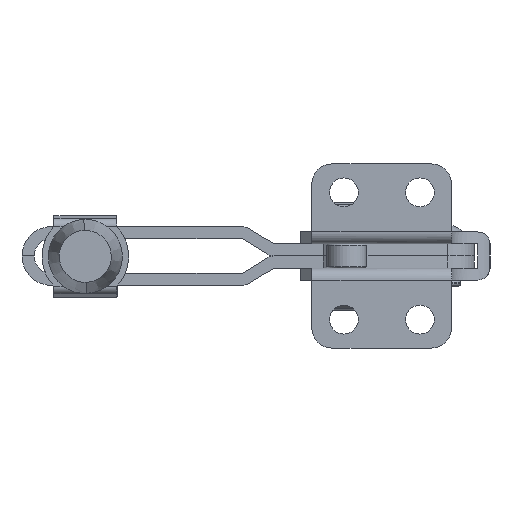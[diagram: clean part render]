
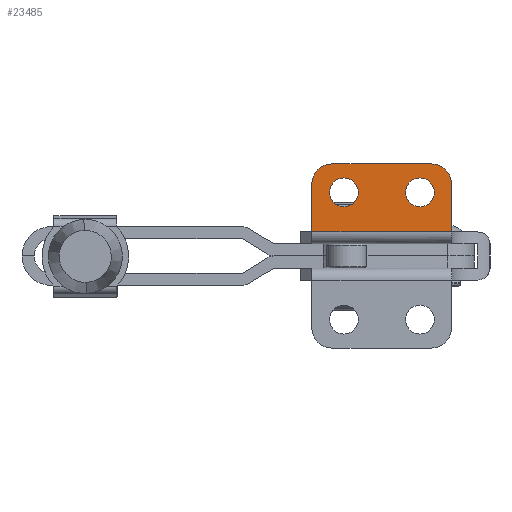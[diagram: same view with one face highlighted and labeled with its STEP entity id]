
A CAD part, front view. The second image highlights one B-rep face of the part: STEP entity #23485.
In plain terms, the highlighted planar face has unit normal (0, -1, 0).
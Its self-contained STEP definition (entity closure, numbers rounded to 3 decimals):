
#4087 = CIRCLE ( 'NONE', #4102, 5. ) ;
#4102 = AXIS2_PLACEMENT_3D ( 'NONE', #4104, #4103, #4347 ) ;
#4103 = DIRECTION ( 'NONE',  ( 0., -1., 0. ) ) ;
#4104 = CARTESIAN_POINT ( 'NONE',  ( -5., 0., 24. ) ) ;
#4181 = CARTESIAN_POINT ( 'NONE',  ( -30.5, 0., 21.9 ) ) ;
#4221 = DIRECTION ( 'NONE',  ( -1., 0., 0. ) ) ;
#4222 = DIRECTION ( 'NONE',  ( 0., 1., 0. ) ) ;
#4223 = AXIS2_PLACEMENT_3D ( 'NONE', #4225, #4222, #4221 ) ;
#4225 = CARTESIAN_POINT ( 'NONE',  ( -7.9, 0., 21.9 ) ) ;
#4226 = CARTESIAN_POINT ( 'NONE',  ( -4.3, 0., 21.9 ) ) ;
#4230 = CIRCLE ( 'NONE', #4223, 3.6 ) ;
#4249 = CARTESIAN_POINT ( 'NONE',  ( -23.3, 0., 21.9 ) ) ;
#4272 = CARTESIAN_POINT ( 'NONE',  ( -11.5, 0., 21.9 ) ) ;
#4347 = DIRECTION ( 'NONE',  ( -1., 0., 0. ) ) ;
#4830 = DIRECTION ( 'NONE',  ( -1., 0., 0. ) ) ;
#4835 = AXIS2_PLACEMENT_3D ( 'NONE', #4844, #4840, #4830 ) ;
#4840 = DIRECTION ( 'NONE',  ( 0., 1., 0. ) ) ;
#4844 = CARTESIAN_POINT ( 'NONE',  ( 0., 0., 12. ) ) ;
#5177 = DIRECTION ( 'NONE',  ( 0., 0., -1. ) ) ;
#5178 = VECTOR ( 'NONE', #5177, 1000. ) ;
#5179 = CARTESIAN_POINT ( 'NONE',  ( 0., 0., 12. ) ) ;
#5180 = LINE ( 'NONE', #5179, #5178 ) ;
#5226 = CARTESIAN_POINT ( 'NONE',  ( 0., 0., 12. ) ) ;
#5260 = CARTESIAN_POINT ( 'NONE',  ( 0., 0., 24. ) ) ;
#5344 = DIRECTION ( 'NONE',  ( 0., -1., 0. ) ) ;
#5345 = AXIS2_PLACEMENT_3D ( 'NONE', #5348, #5344, #5400 ) ;
#5347 = FACE_BOUND ( 'NONE', #23463, .T. ) ;
#5348 = CARTESIAN_POINT ( 'NONE',  ( -29.9, 0., 24. ) ) ;
#5349 = DIRECTION ( 'NONE',  ( 1., 0., 0. ) ) ;
#5350 = VECTOR ( 'NONE', #5349, 1000. ) ;
#5351 = CARTESIAN_POINT ( 'NONE',  ( -34.9, 0., 29. ) ) ;
#5352 = CARTESIAN_POINT ( 'NONE',  ( -34.9, 0., 24. ) ) ;
#5356 = LINE ( 'NONE', #5351, #5350 ) ;
#5357 = CIRCLE ( 'NONE', #5361, 3.6 ) ;
#5358 = CARTESIAN_POINT ( 'NONE',  ( -5., 0., 29. ) ) ;
#5361 = AXIS2_PLACEMENT_3D ( 'NONE', #5399, #5396, #5395 ) ;
#5362 = CARTESIAN_POINT ( 'NONE',  ( -29.9, 0., 29. ) ) ;
#5372 = CIRCLE ( 'NONE', #5345, 5. ) ;
#5377 = PLANE ( 'NONE',  #4835 ) ;
#5382 = DIRECTION ( 'NONE',  ( 1., 0., 0. ) ) ;
#5383 = VECTOR ( 'NONE', #5382, 1000. ) ;
#5384 = CARTESIAN_POINT ( 'NONE',  ( 0., 0., 12. ) ) ;
#5385 = FACE_OUTER_BOUND ( 'NONE', #23479, .T. ) ;
#5388 = DIRECTION ( 'NONE',  ( 0., 0., -1. ) ) ;
#5389 = VECTOR ( 'NONE', #5388, 1000. ) ;
#5390 = CARTESIAN_POINT ( 'NONE',  ( -34.9, 0., 12. ) ) ;
#5394 = LINE ( 'NONE', #5384, #5383 ) ;
#5395 = DIRECTION ( 'NONE',  ( -1., 0., 0. ) ) ;
#5396 = DIRECTION ( 'NONE',  ( 0., 1., 0. ) ) ;
#5397 = LINE ( 'NONE', #5390, #5389 ) ;
#5398 = FACE_BOUND ( 'NONE', #23466, .T. ) ;
#5399 = CARTESIAN_POINT ( 'NONE',  ( -7.9, 0., 21.9 ) ) ;
#5400 = DIRECTION ( 'NONE',  ( -1., 0., 0. ) ) ;
#5427 = CARTESIAN_POINT ( 'NONE',  ( -34.9, 0., 12. ) ) ;
#5474 = DIRECTION ( 'NONE',  ( -1., 0., 0. ) ) ;
#5475 = DIRECTION ( 'NONE',  ( 0., 1., 0. ) ) ;
#5476 = CARTESIAN_POINT ( 'NONE',  ( -26.9, 0., 21.9 ) ) ;
#5477 = AXIS2_PLACEMENT_3D ( 'NONE', #5476, #5475, #5474 ) ;
#5478 = CIRCLE ( 'NONE', #5477, 3.6 ) ;
#22420 = EDGE_CURVE ( 'NONE', #23055, #22975, #46664, .T. ) ;
#22975 = VERTEX_POINT ( 'NONE', #4181 ) ;
#23031 = EDGE_CURVE ( 'NONE', #23040, #23041, #4230, .T. ) ;
#23040 = VERTEX_POINT ( 'NONE', #4226 ) ;
#23041 = VERTEX_POINT ( 'NONE', #4272 ) ;
#23055 = VERTEX_POINT ( 'NONE', #4249 ) ;
#23341 = EDGE_CURVE ( 'NONE', #23410, #23411, #5180, .T. ) ;
#23410 = VERTEX_POINT ( 'NONE', #5260 ) ;
#23411 = VERTEX_POINT ( 'NONE', #5226 ) ;
#23455 = ORIENTED_EDGE ( 'NONE', *, *, #23476, .T. ) ;
#23456 = ORIENTED_EDGE ( 'NONE', *, *, #23460, .F. ) ;
#23457 = ORIENTED_EDGE ( 'NONE', *, *, #23487, .T. ) ;
#23459 = VERTEX_POINT ( 'NONE', #5358 ) ;
#23460 = EDGE_CURVE ( 'NONE', #23461, #23459, #5356, .T. ) ;
#23461 = VERTEX_POINT ( 'NONE', #5362 ) ;
#23463 = EDGE_LOOP ( 'NONE', ( #23480, #23467 ) ) ;
#23464 = EDGE_CURVE ( 'NONE', #23461, #23471, #5372, .T. ) ;
#23465 = EDGE_CURVE ( 'NONE', #23041, #23040, #5357, .T. ) ;
#23466 = EDGE_LOOP ( 'NONE', ( #23491, #23532 ) ) ;
#23467 = ORIENTED_EDGE ( 'NONE', *, *, #23031, .T. ) ;
#23468 = EDGE_CURVE ( 'NONE', #23471, #23496, #5397, .T. ) ;
#23471 = VERTEX_POINT ( 'NONE', #5352 ) ;
#23476 = EDGE_CURVE ( 'NONE', #23496, #23411, #5394, .T. ) ;
#23479 = EDGE_LOOP ( 'NONE', ( #23490, #23455, #23489, #23457, #23456, #23482 ) ) ;
#23480 = ORIENTED_EDGE ( 'NONE', *, *, #23465, .T. ) ;
#23482 = ORIENTED_EDGE ( 'NONE', *, *, #23464, .T. ) ;
#23485 = ADVANCED_FACE ( 'NONE', ( #5385, #5347, #5398 ), #5377, .F. ) ;
#23487 = EDGE_CURVE ( 'NONE', #23410, #23459, #4087, .T. ) ;
#23489 = ORIENTED_EDGE ( 'NONE', *, *, #23341, .F. ) ;
#23490 = ORIENTED_EDGE ( 'NONE', *, *, #23468, .T. ) ;
#23491 = ORIENTED_EDGE ( 'NONE', *, *, #23527, .T. ) ;
#23496 = VERTEX_POINT ( 'NONE', #5427 ) ;
#23527 = EDGE_CURVE ( 'NONE', #22975, #23055, #5478, .T. ) ;
#23532 = ORIENTED_EDGE ( 'NONE', *, *, #22420, .T. ) ;
#46664 = CIRCLE ( 'NONE', #46691, 3.6 ) ;
#46687 = DIRECTION ( 'NONE',  ( -1., 0., 0. ) ) ;
#46688 = DIRECTION ( 'NONE',  ( 0., 1., 0. ) ) ;
#46689 = CARTESIAN_POINT ( 'NONE',  ( -26.9, 0., 21.9 ) ) ;
#46691 = AXIS2_PLACEMENT_3D ( 'NONE', #46689, #46688, #46687 ) ;
